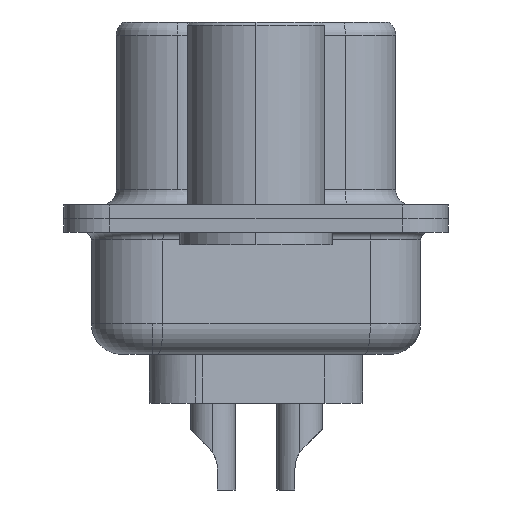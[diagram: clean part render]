
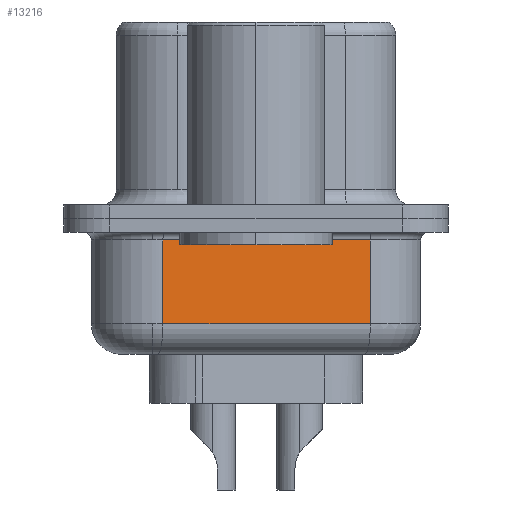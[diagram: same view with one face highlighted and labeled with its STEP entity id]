
A CAD part, left-side view. The second image highlights one B-rep face of the part: STEP entity #13216.
In plain terms, the highlighted planar face has unit normal (-0.985, -0.174, 0).
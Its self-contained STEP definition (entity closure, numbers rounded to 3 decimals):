
#167 = EDGE_LOOP ( 'NONE', ( #14501, #210, #3244, #7265 ) ) ;
#202 = LINE ( 'NONE', #1656, #10651 ) ;
#210 = ORIENTED_EDGE ( 'NONE', *, *, #16157, .T. ) ;
#757 = DIRECTION ( 'NONE',  ( 0., 0., 1. ) ) ;
#1145 = VECTOR ( 'NONE', #2928, 1000. ) ;
#1559 = LINE ( 'NONE', #13483, #1145 ) ;
#1656 = CARTESIAN_POINT ( 'NONE',  ( 2.875, 3.053, -3.45 ) ) ;
#2898 = DIRECTION ( 'NONE',  ( 0., 0., 1. ) ) ;
#2928 = DIRECTION ( 'NONE',  ( -0.174, 0.985, 0. ) ) ;
#3149 = VERTEX_POINT ( 'NONE', #3512 ) ;
#3244 = ORIENTED_EDGE ( 'NONE', *, *, #15181, .T. ) ;
#3451 = DIRECTION ( 'NONE',  ( -0.174, 0.985, 0. ) ) ;
#3512 = CARTESIAN_POINT ( 'NONE',  ( 4.074, -3.747, -0.7 ) ) ;
#4141 = DIRECTION ( 'NONE',  ( 0.174, -0.985, 0. ) ) ;
#4356 = LINE ( 'NONE', #6936, #6228 ) ;
#4727 = VERTEX_POINT ( 'NONE', #9542 ) ;
#6187 = PLANE ( 'NONE',  #8923 ) ;
#6228 = VECTOR ( 'NONE', #2898, 1000. ) ;
#6936 = CARTESIAN_POINT ( 'NONE',  ( 4.074, -3.747, -4.45 ) ) ;
#7265 = ORIENTED_EDGE ( 'NONE', *, *, #7623, .T. ) ;
#7623 = EDGE_CURVE ( 'NONE', #3149, #10977, #1559, .T. ) ;
#8391 = LINE ( 'NONE', #10963, #13502 ) ;
#8422 = CARTESIAN_POINT ( 'NONE',  ( 2.875, 3.053, -0.7 ) ) ;
#8923 = AXIS2_PLACEMENT_3D ( 'NONE', #16393, #14003, #3451 ) ;
#9271 = EDGE_CURVE ( 'NONE', #4727, #10977, #8391, .T. ) ;
#9542 = CARTESIAN_POINT ( 'NONE',  ( 2.875, 3.053, -3.45 ) ) ;
#10406 = VERTEX_POINT ( 'NONE', #16152 ) ;
#10651 = VECTOR ( 'NONE', #4141, 1000. ) ;
#10963 = CARTESIAN_POINT ( 'NONE',  ( 2.875, 3.053, -4.45 ) ) ;
#10977 = VERTEX_POINT ( 'NONE', #8422 ) ;
#13216 = ADVANCED_FACE ( 'NONE', ( #15150 ), #6187, .F. ) ;
#13483 = CARTESIAN_POINT ( 'NONE',  ( 2.875, 3.053, -0.7 ) ) ;
#13502 = VECTOR ( 'NONE', #757, 1000. ) ;
#14003 = DIRECTION ( 'NONE',  ( 0.985, 0.174, 0. ) ) ;
#14501 = ORIENTED_EDGE ( 'NONE', *, *, #9271, .F. ) ;
#15150 = FACE_OUTER_BOUND ( 'NONE', #167, .T. ) ;
#15181 = EDGE_CURVE ( 'NONE', #10406, #3149, #4356, .T. ) ;
#16152 = CARTESIAN_POINT ( 'NONE',  ( 4.074, -3.747, -3.45 ) ) ;
#16157 = EDGE_CURVE ( 'NONE', #4727, #10406, #202, .T. ) ;
#16393 = CARTESIAN_POINT ( 'NONE',  ( 2.875, 3.053, -4.45 ) ) ;
